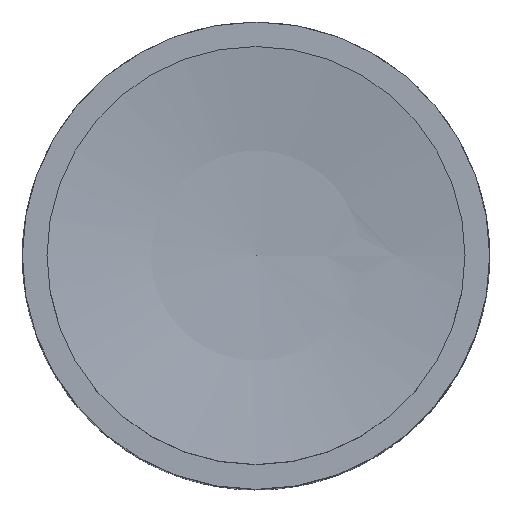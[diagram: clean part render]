
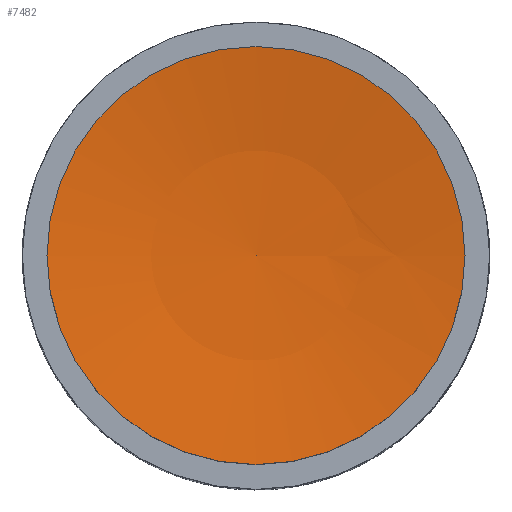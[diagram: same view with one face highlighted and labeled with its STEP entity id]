
A CAD part, top view. The second image highlights one B-rep face of the part: STEP entity #7482.
In plain terms, the highlighted spherical face has radius 50 mm.
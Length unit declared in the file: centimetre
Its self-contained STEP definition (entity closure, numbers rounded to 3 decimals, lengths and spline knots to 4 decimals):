
#134=SPHERICAL_SURFACE('',#8016,5.);
#277=CIRCLE('',#8014,0.805);
#278=CIRCLE('',#8015,0.805);
#279=CIRCLE('',#8017,5.);
#538=FACE_OUTER_BOUND('',#935,.T.);
#935=EDGE_LOOP('',(#5762,#5763,#5764,#5765));
#3235=VERTEX_POINT('',#11227);
#3236=VERTEX_POINT('',#11229);
#3237=VERTEX_POINT('',#11233);
#4144=EDGE_CURVE('',#3235,#3236,#277,.T.);
#4145=EDGE_CURVE('',#3236,#3235,#278,.T.);
#4146=EDGE_CURVE('',#3236,#3237,#279,.T.);
#5762=ORIENTED_EDGE('',*,*,#4145,.F.);
#5763=ORIENTED_EDGE('',*,*,#4146,.T.);
#5764=ORIENTED_EDGE('',*,*,#4146,.F.);
#5765=ORIENTED_EDGE('',*,*,#4144,.F.);
#7482=ADVANCED_FACE('',(#538),#134,.F.);
#8014=AXIS2_PLACEMENT_3D('',#11230,#9233,#9234);
#8015=AXIS2_PLACEMENT_3D('',#11231,#9235,#9236);
#8016=AXIS2_PLACEMENT_3D('',#11232,#9237,#9238);
#8017=AXIS2_PLACEMENT_3D('',#11234,#9239,#9240);
#9233=DIRECTION('center_axis',(0.,0.,
-1.));
#9234=DIRECTION('ref_axis',(0.,-1.,0.));
#9235=DIRECTION('center_axis',(0.,0.,
-1.));
#9236=DIRECTION('ref_axis',(0.,-1.,0.));
#9237=DIRECTION('center_axis',(0.,0.,
1.));
#9238=DIRECTION('ref_axis',(-1.,0.,0.));
#9239=DIRECTION('center_axis',(0.,1.,0.));
#9240=DIRECTION('ref_axis',(1.,0.,0.));
#11227=CARTESIAN_POINT('',(0.,0.805,2.99));
#11229=CARTESIAN_POINT('',(0.805,0.,2.99));
#11230=CARTESIAN_POINT('Origin',(0.,0.,
2.99));
#11231=CARTESIAN_POINT('Origin',(0.,0.,
2.99));
#11232=CARTESIAN_POINT('Origin',(0.,0.,
7.9248));
#11233=CARTESIAN_POINT('',(0.,0.,2.9248));
#11234=CARTESIAN_POINT('Origin',(0.,0.,
7.9248));
